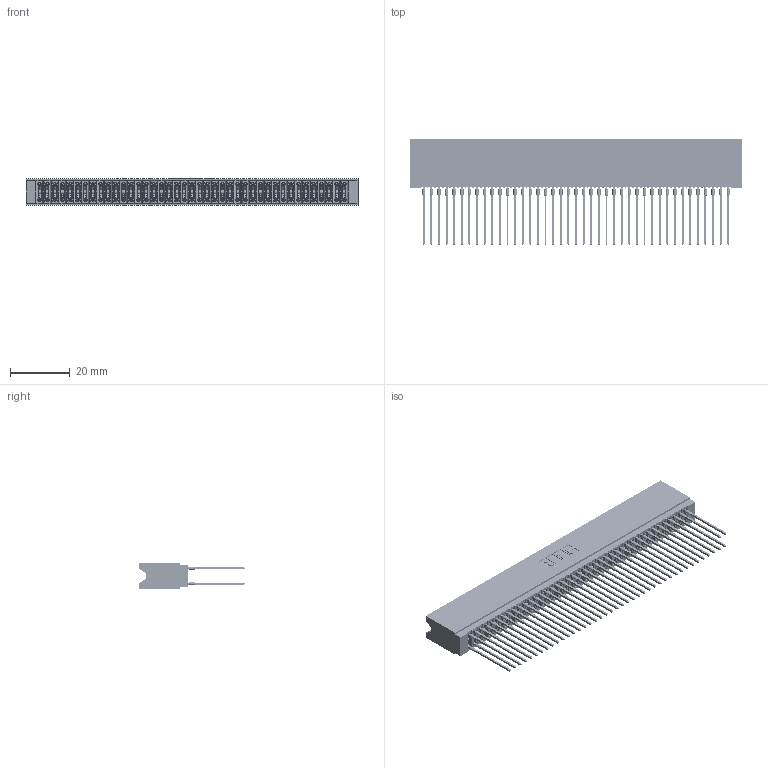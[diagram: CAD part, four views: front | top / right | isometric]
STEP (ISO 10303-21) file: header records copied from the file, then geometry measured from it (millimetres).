
FILE_DESCRIPTION (( 'STEP AP203' ), '1' );
FILE_NAME ('745-082-541-206.STEP', '2026-02-26T21:48:21', ( '' ), ( '' ), 'SwSTEP 2.0', 'SolidWorks 2023', '' );
FILE_SCHEMA (( 'CONFIG_CONTROL_DESIGN' ));
Length unit declared in the file: millimetre
Products named in the file (3): 745-082-541-206; 745 Part_Insulator Option - 06; 745-292-001_541
Assembly tree (83 placements, depth 2):
  745-082-541-206
    745 Part_Insulator Option - 06
    745-292-001_541  x82
Bounding box: 110.74 x 35.45 x 8.89 mm (x, y, z)
Volume: 10358.6 mm3; surface area: 22689.9 mm2
Topology: 83 solids, 83 shells, 7435 faces, 19981 edges, 12554 vertices
Faces by surface type: plane 3828, bspline 1640, cylinder 1475, torus 492
Entity records: 69181 total; most frequent: CARTESIAN_POINT 12502, ORIENTED_EDGE 11936, DIRECTION 10428, EDGE_CURVE 5968, LINE 5540, VECTOR 5540, VERTEX_POINT 3806, AXIS2_PLACEMENT_3D 2444
